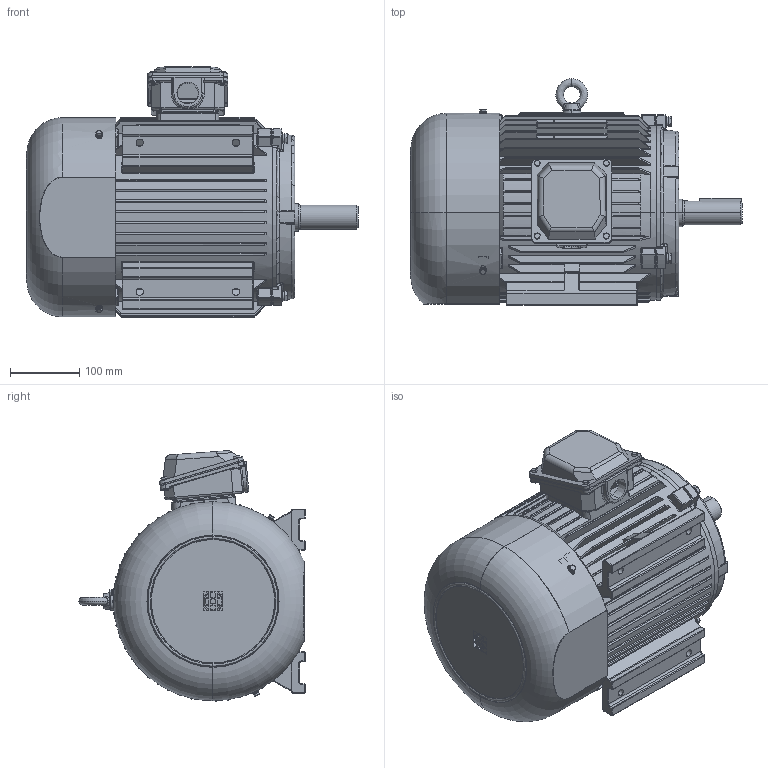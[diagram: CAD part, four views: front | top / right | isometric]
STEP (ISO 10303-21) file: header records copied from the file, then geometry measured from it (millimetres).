
FILE_DESCRIPTION (( 'STEP AP214' ), '1' );
FILE_NAME ('MTCP213T.STEP', '2018-03-07T15:52:32', ( '' ), ( '' ), 'SwSTEP 2.0', 'SolidWorks 2017', '' );
FILE_SCHEMA (( 'AUTOMOTIVE_DESIGN' ));
Length unit declared in the file: millimetre
Products named in the file (22): PE210粣芛  瑞珔傷; 210，密封圈40，50; PE210諉盄碟釱菜; PE210諉盄碟裔; hex head bolts-full thread grade c gb_GB_FASTENER_BOLT_HHBFTC M8X40-N; 綴傷裔; PE213儂釱樓馱璃; ヶ傷裔; PE210源瑩; plain washers-chamfered--normal series-a gb_GB_FASTENER_WASHER_SWCA 5; PE210諉盄碟蚾饜极2 _1_; PE210諉盄碟裔菜; plain washers-chamfered--normal series-a gb_GB_FASTENER_WASHER_SWCA 8; PE210接线盒座_默认_按加工_; spring lock washers--normal type gb_GB_FASTENER_WASHER_SW 5; PE210粣芛  堤粣傷; MTCP213T; eyebolts gb_GB_FASTENER_SCREWS_FRS M10-N; hex head bolts-full thread grade c gb_GB_FASTENER_BOLT_HHBFTC M5X16-N; spring lock washers--normal type gb_GB_FASTENER_WASHER_SW 8; PE210瑞欶; hex head bolts-full thread grade c gb_GB_FASTENER_BOLT_HHBFTC M5X10-N
Assembly tree (49 placements, depth 3):
  MTCP213T
    PE210諉盄碟蚾饜极2 _1_
      PE210接线盒座_默认_按加工_
      PE210諉盄碟裔菜
      PE210諉盄碟裔
      hex head bolts-full thread grade c gb_GB_FASTENER_BOLT_HHBFTC M5X16-N  x8
      PE210諉盄碟釱菜
    PE213儂釱樓馱璃
    綴傷裔
    PE210粣芛  瑞珔傷
    ヶ傷裔
    PE210粣芛  堤粣傷
    hex head bolts-full thread grade c gb_GB_FASTENER_BOLT_HHBFTC M8X40-N  x6
    spring lock washers--normal type gb_GB_FASTENER_WASHER_SW 8  x6
    plain washers-chamfered--normal series-a gb_GB_FASTENER_WASHER_SWCA 8  x6
    PE210瑞欶
    hex head bolts-full thread grade c gb_GB_FASTENER_BOLT_HHBFTC M5X10-N  x3
    spring lock washers--normal type gb_GB_FASTENER_WASHER_SW 5  x3
    plain washers-chamfered--normal series-a gb_GB_FASTENER_WASHER_SWCA 5  x3
    210，密封圈40，50
    PE210源瑩
    eyebolts gb_GB_FASTENER_SCREWS_FRS M10-N
Bounding box: 480.83 x 327.45 x 362.96 mm (x, y, z)
Volume: 3889611.4 mm3; surface area: 1553812.8 mm2
Topology: 48 solids, 48 shells, 2914 faces, 7151 edges, 4288 vertices
Faces by surface type: cylinder 1085, plane 771, cone 347, torus 310, bspline 263, sphere 138
Entity records: 100601 total; most frequent: CARTESIAN_POINT 43254, ORIENTED_EDGE 12148, DIRECTION 11525, EDGE_CURVE 6074, AXIS2_PLACEMENT_3D 4646, VERTEX_POINT 3703, EDGE_LOOP 2685, ADVANCED_FACE 2480
